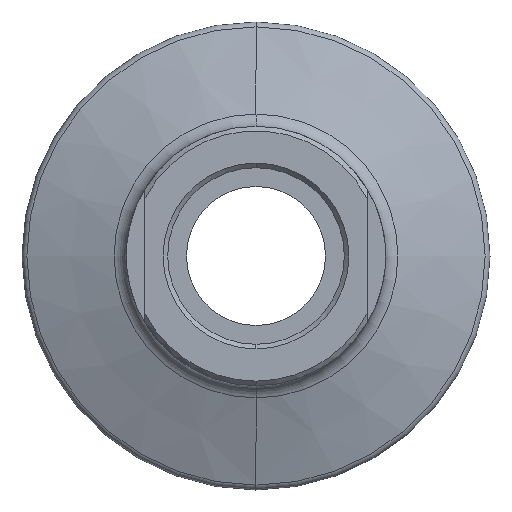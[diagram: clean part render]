
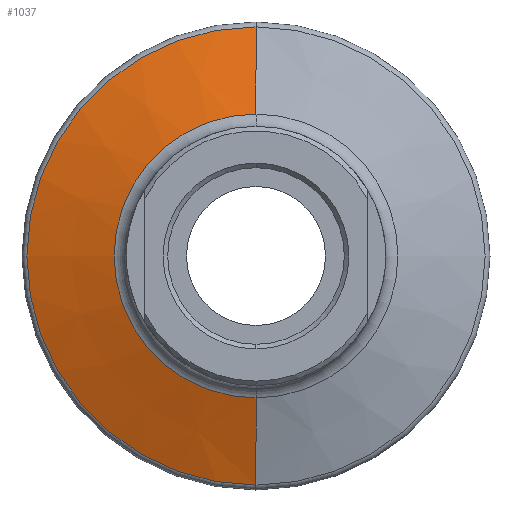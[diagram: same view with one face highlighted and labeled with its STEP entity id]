
A CAD part, left-side view. The second image highlights one B-rep face of the part: STEP entity #1037.
In plain terms, the highlighted conical face has half-angle 70 degrees and reference radius 24.724 mm.
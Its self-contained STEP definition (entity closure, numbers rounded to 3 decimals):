
#47 = DIRECTION ( 'NONE',  ( 0.342, 0., 0.94 ) ) ;
#55 = ORIENTED_EDGE ( 'NONE', *, *, #444, .T. ) ;
#79 = VERTEX_POINT ( 'NONE', #512 ) ;
#92 = VERTEX_POINT ( 'NONE', #502 ) ;
#118 = CARTESIAN_POINT ( 'NONE',  ( 21.958, 0., -24.724 ) ) ;
#121 = ORIENTED_EDGE ( 'NONE', *, *, #561, .F. ) ;
#138 = VECTOR ( 'NONE', #889, 1000. ) ;
#155 = FACE_OUTER_BOUND ( 'NONE', #1019, .T. ) ;
#261 = DIRECTION ( 'NONE',  ( 1., 0., 0. ) ) ;
#382 = CONICAL_SURFACE ( 'NONE', #446, 24.724, 1.222 ) ;
#404 = EDGE_CURVE ( 'NONE', #977, #79, #615, .T. ) ;
#426 = CIRCLE ( 'NONE', #663, 24.724 ) ;
#444 = EDGE_CURVE ( 'NONE', #800, #92, #715, .T. ) ;
#446 = AXIS2_PLACEMENT_3D ( 'NONE', #1212, #261, #812 ) ;
#479 = VECTOR ( 'NONE', #47, 1000. ) ;
#496 = EDGE_CURVE ( 'NONE', #92, #79, #426, .T. ) ;
#502 = CARTESIAN_POINT ( 'NONE',  ( 21.958, 0., 24.724 ) ) ;
#512 = CARTESIAN_POINT ( 'NONE',  ( 21.958, 0., -24.724 ) ) ;
#548 = AXIS2_PLACEMENT_3D ( 'NONE', #1134, #640, #628 ) ;
#561 = EDGE_CURVE ( 'NONE', #800, #977, #931, .T. ) ;
#615 = LINE ( 'NONE', #118, #138 ) ;
#628 = DIRECTION ( 'NONE',  ( 0., 0., 1. ) ) ;
#640 = DIRECTION ( 'NONE',  ( -1., 0., 0. ) ) ;
#645 = DIRECTION ( 'NONE',  ( 0., 0., 1. ) ) ;
#663 = AXIS2_PLACEMENT_3D ( 'NONE', #740, #735, #645 ) ;
#703 = ORIENTED_EDGE ( 'NONE', *, *, #496, .T. ) ;
#715 = LINE ( 'NONE', #1103, #479 ) ;
#735 = DIRECTION ( 'NONE',  ( -1., 0., 0. ) ) ;
#740 = CARTESIAN_POINT ( 'NONE',  ( 21.958, 0., 0. ) ) ;
#777 = CARTESIAN_POINT ( 'NONE',  ( 18.534, 0., 15.316 ) ) ;
#800 = VERTEX_POINT ( 'NONE', #777 ) ;
#812 = DIRECTION ( 'NONE',  ( 0., 0., -1. ) ) ;
#889 = DIRECTION ( 'NONE',  ( 0.342, 0., -0.94 ) ) ;
#931 = CIRCLE ( 'NONE', #548, 15.316 ) ;
#961 = ORIENTED_EDGE ( 'NONE', *, *, #404, .F. ) ;
#977 = VERTEX_POINT ( 'NONE', #1221 ) ;
#1019 = EDGE_LOOP ( 'NONE', ( #121, #55, #703, #961 ) ) ;
#1037 = ADVANCED_FACE ( 'NONE', ( #155 ), #382, .T. ) ;
#1103 = CARTESIAN_POINT ( 'NONE',  ( 21.958, 0., 24.724 ) ) ;
#1134 = CARTESIAN_POINT ( 'NONE',  ( 18.534, 0., 0. ) ) ;
#1212 = CARTESIAN_POINT ( 'NONE',  ( 21.958, 0., 0. ) ) ;
#1221 = CARTESIAN_POINT ( 'NONE',  ( 18.534, 0., -15.316 ) ) ;
